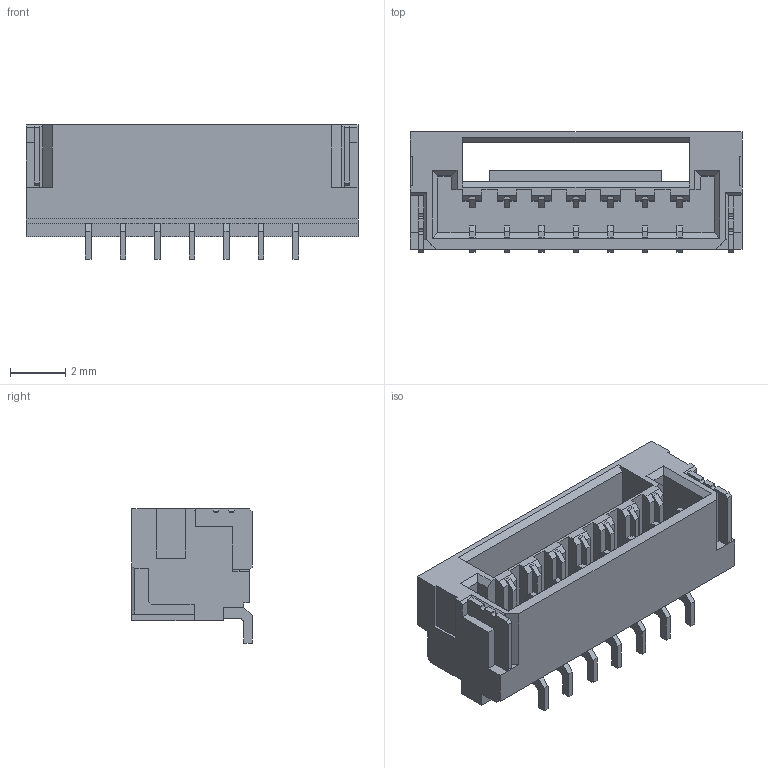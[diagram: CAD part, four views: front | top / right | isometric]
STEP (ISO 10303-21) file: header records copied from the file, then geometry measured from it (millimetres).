
FILE_DESCRIPTION (( 'STEP AP214' ), '1' );
FILE_NAME ('SM07B-GHS-TB(LF)(SN).STEP', '2021-03-17T13:24:45', ( '' ), ( '' ), 'SwSTEP 2.0', 'SolidWorks 2017', '' );
FILE_SCHEMA (( 'AUTOMOTIVE_DESIGN' ));
Length unit declared in the file: millimetre
Products named in the file (1): SM07B-GHS-TB(LF)(SN)
Bounding box: 12 x 4.35 x 4.85 mm (x, y, z)
Volume: 117 mm3; surface area: 467.9 mm2
Topology: 24 solids, 24 shells, 382 faces, 984 edges, 652 vertices
Faces by surface type: plane 367, cylinder 15
Entity records: 11627 total; most frequent: CARTESIAN_POINT 2019, ORIENTED_EDGE 1968, DIRECTION 1780, EDGE_CURVE 984, VECTOR 954, LINE 954, VERTEX_POINT 652, AXIS2_PLACEMENT_3D 413
